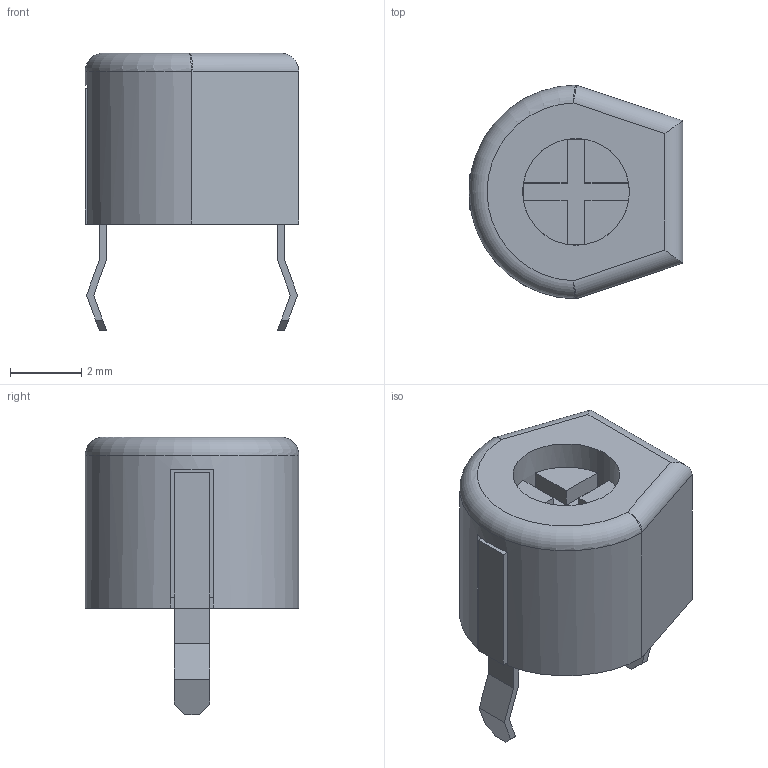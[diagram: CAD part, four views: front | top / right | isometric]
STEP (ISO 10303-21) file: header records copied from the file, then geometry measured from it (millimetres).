
FILE_DESCRIPTION(('FreeCAD Model'),'2;1');
FILE_NAME('MURATA_TZ03.step', '2019-06-01T02:58:34',('kicad StepUp'),('ksu MCAD'), 'Open CASCADE STEP processor 7.3','FreeCAD','Unknown');
FILE_SCHEMA(('AUTOMOTIVE_DESIGN { 1 0 10303 214 1 1 1 1 }'));
Length unit declared in the file: millimetre
Products named in the file (1): MURATA_TZ03
Bounding box: 6 x 6 x 7.8 mm (x, y, z)
Volume: 123.7 mm3; surface area: 220.3 mm2
Topology: 1 solids, 2 shells, 74 faces, 188 edges, 122 vertices
Faces by surface type: plane 65, cylinder 6, bspline 2, torus 1
Full cylindrical faces by diameter (mm): 3 x2
Entity records: 3237 total; most frequent: CARTESIAN_POINT 915, ORIENTED_EDGE 376, DIRECTION 349, EDGE_CURVE 188, LINE 165, VECTOR 165, VERTEX_POINT 122, AXIS2_PLACEMENT_3D 92
